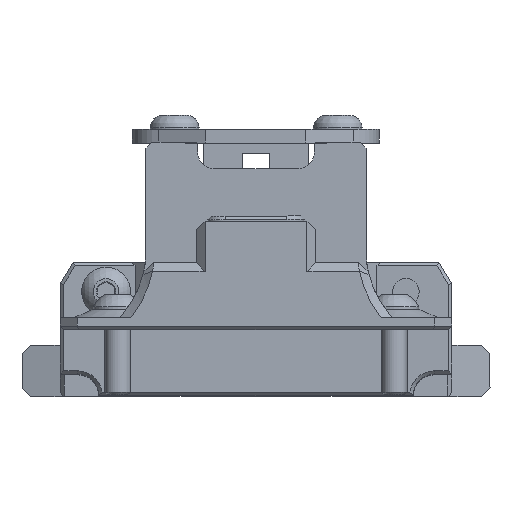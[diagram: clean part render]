
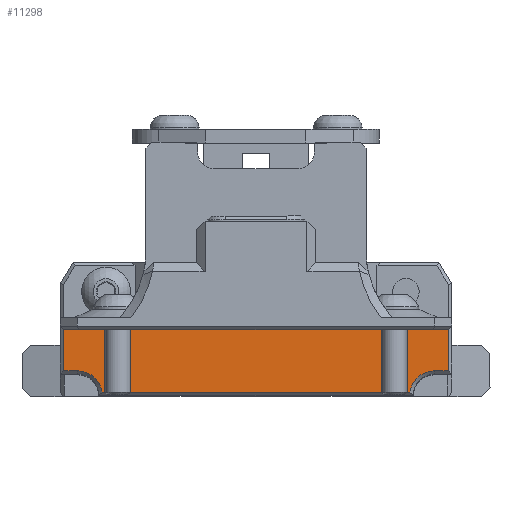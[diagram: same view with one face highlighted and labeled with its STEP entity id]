
A CAD part, top view. The second image highlights one B-rep face of the part: STEP entity #11298.
In plain terms, the highlighted face is planar.
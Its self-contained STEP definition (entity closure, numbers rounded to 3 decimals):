
#540=CIRCLE('',#12149,2.9);
#542=CIRCLE('',#12153,2.9);
#1111=FACE_OUTER_BOUND('',#1779,.T.);
#1779=EDGE_LOOP('',(#9876,#9877,#9878,#9879,#9880,#9881,#9882,#9883));
#2984=LINE('',#18495,#4293);
#2988=LINE('',#18508,#4297);
#3003=LINE('',#18543,#4312);
#3080=LINE('',#18721,#4389);
#3083=LINE('',#18727,#4392);
#3084=LINE('',#18728,#4393);
#4293=VECTOR('',#14780,10.);
#4297=VECTOR('',#14794,10.);
#4312=VECTOR('',#14829,10.);
#4389=VECTOR('',#15014,10.);
#4392=VECTOR('',#15019,10.);
#4393=VECTOR('',#15020,10.);
#5387=VERTEX_POINT('',#18488);
#5388=VERTEX_POINT('',#18490);
#5389=VERTEX_POINT('',#18494);
#5392=VERTEX_POINT('',#18502);
#5393=VERTEX_POINT('',#18504);
#5402=VERTEX_POINT('',#18536);
#5450=VERTEX_POINT('',#18720);
#5452=VERTEX_POINT('',#18726);
#6847=EDGE_CURVE('',#5388,#5387,#540,.T.);
#6849=EDGE_CURVE('',#5389,#5388,#2984,.T.);
#6854=EDGE_CURVE('',#5392,#5393,#542,.T.);
#6856=EDGE_CURVE('',#5393,#5387,#2988,.T.);
#6873=EDGE_CURVE('',#5402,#5389,#3003,.T.);
#6961=EDGE_CURVE('',#5450,#5392,#3080,.T.);
#6964=EDGE_CURVE('',#5452,#5450,#3083,.T.);
#6965=EDGE_CURVE('',#5452,#5402,#3084,.F.);
#9876=ORIENTED_EDGE('',*,*,#6856,.F.);
#9877=ORIENTED_EDGE('',*,*,#6854,.F.);
#9878=ORIENTED_EDGE('',*,*,#6961,.F.);
#9879=ORIENTED_EDGE('',*,*,#6964,.F.);
#9880=ORIENTED_EDGE('',*,*,#6965,.T.);
#9881=ORIENTED_EDGE('',*,*,#6873,.T.);
#9882=ORIENTED_EDGE('',*,*,#6849,.T.);
#9883=ORIENTED_EDGE('',*,*,#6847,.T.);
#10707=PLANE('',#12220);
#11298=ADVANCED_FACE('',(#1111),#10707,.T.);
#12149=AXIS2_PLACEMENT_3D('',#18491,#14775,#14776);
#12153=AXIS2_PLACEMENT_3D('',#18505,#14788,#14789);
#12220=AXIS2_PLACEMENT_3D('',#18725,#15017,#15018);
#14775=DIRECTION('center_axis',(0.,1.,0.));
#14776=DIRECTION('ref_axis',(1.,0.,0.));
#14780=DIRECTION('',(1.,0.,0.));
#14788=DIRECTION('center_axis',(0.,-1.,0.));
#14789=DIRECTION('ref_axis',(-1.,0.,0.));
#14794=DIRECTION('',(-1.,0.,0.));
#14829=DIRECTION('',(0.,0.,-1.));
#15014=DIRECTION('',(-1.,0.,0.));
#15017=DIRECTION('center_axis',(0.,-1.,0.));
#15018=DIRECTION('ref_axis',(1.,0.,0.));
#15019=DIRECTION('',(0.,0.,-1.));
#15020=DIRECTION('',(1.,0.,0.));
#18488=CARTESIAN_POINT('',(-17.985,-64.2,12.55));
#18490=CARTESIAN_POINT('',(-20.857,-64.2,15.05));
#18491=CARTESIAN_POINT('Origin',(-20.857,-64.2,12.15));
#18494=CARTESIAN_POINT('',(-22.457,-64.2,15.05));
#18495=CARTESIAN_POINT('',(-0.759,-64.2,15.05));
#18502=CARTESIAN_POINT('',(20.828,-64.2,15.05));
#18504=CARTESIAN_POINT('',(17.955,-64.2,12.55));
#18505=CARTESIAN_POINT('Origin',(20.828,-64.2,12.15));
#18508=CARTESIAN_POINT('',(2.691,-64.2,12.55));
#18536=CARTESIAN_POINT('',(-22.457,-64.2,19.85));
#18543=CARTESIAN_POINT('',(-22.457,-64.2,13.148));
#18720=CARTESIAN_POINT('',(22.428,-64.2,15.05));
#18721=CARTESIAN_POINT('',(0.729,-64.2,15.05));
#18725=CARTESIAN_POINT('Origin',(6.13,-64.2,13.146));
#18726=CARTESIAN_POINT('',(22.428,-64.2,19.85));
#18727=CARTESIAN_POINT('',(22.428,-64.2,13.148));
#18728=CARTESIAN_POINT('',(3.065,-64.2,19.85));
